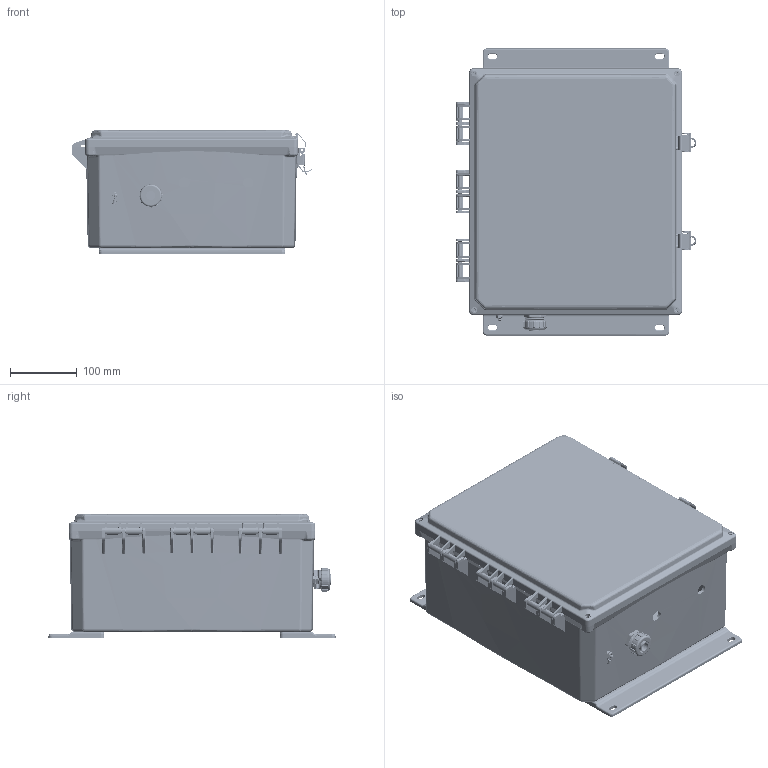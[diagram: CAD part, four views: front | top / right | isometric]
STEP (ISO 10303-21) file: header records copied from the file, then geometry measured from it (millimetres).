
FILE_DESCRIPTION (( 'STEP AP214' ), '1' );
FILE_NAME ('TEBPC141206-02.step', '2020-01-28T15:31:11', ( '' ), ( '' ), 'SwSTEP 2.0', 'SolidWorks 2018', '' );
FILE_SCHEMA (( 'AUTOMOTIVE_DESIGN' ));
Length unit declared in the file: millimetre
Products named in the file (15): XFN-0003; XNBBPC141206-01; XFW-0002; XFS-0026; Integra-Bottom Insert; Integra-Upper Insert; NBBPC141206_12IN-MNT-FLANGE; NBBPC141206_Latch; NBBPC141206_Lid; NBBPC141206_Box; XC-0003; TEBPC141206-02; XCT-0010^TEBPC141206-02; CT-0011^TEBPC141206-02; XCT-0005
Assembly tree (23 placements, depth 3):
  TEBPC141206-02
    XNBBPC141206-01
      NBBPC141206_Box
      NBBPC141206_Lid
      NBBPC141206_Latch  x2
      NBBPC141206_12IN-MNT-FLANGE  x2
      Integra-Bottom Insert  x4
      Integra-Upper Insert  x4
    XCT-0010^TEBPC141206-02
    XFS-0026
    XFW-0002
    XFN-0003  x2
    XCT-0005
    CT-0011^TEBPC141206-02
    XC-0003
Bounding box: 360.69 x 430.53 x 185.49 mm (x, y, z)
Volume: 2408081.6 mm3; surface area: 1133265 mm2
Topology: 26 solids, 27 shells, 5708 faces, 13998 edges, 8139 vertices
Faces by surface type: cylinder 2001, bspline 1532, plane 1283, cone 750, torus 142
Entity records: 219256 total; most frequent: CARTESIAN_POINT 127367, ORIENTED_EDGE 20468, DIRECTION 14640, EDGE_CURVE 10234, VERTEX_POINT 6098, AXIS2_PLACEMENT_3D 5383, EDGE_LOOP 4406, ADVANCED_FACE 4241
